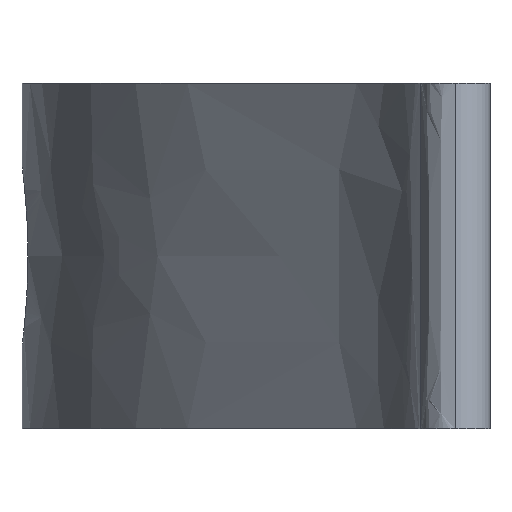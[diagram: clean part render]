
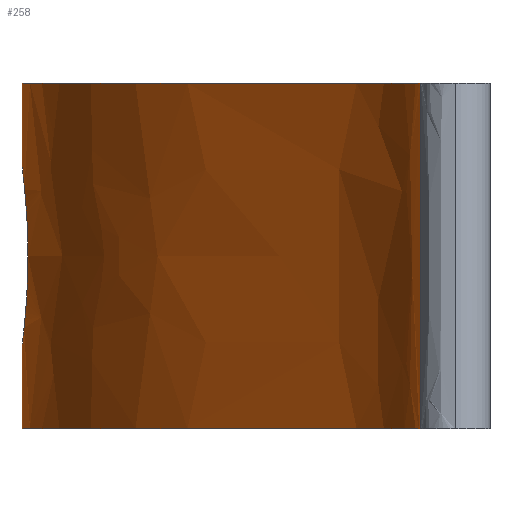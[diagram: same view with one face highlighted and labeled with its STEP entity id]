
A CAD part, left-side view. The second image highlights one B-rep face of the part: STEP entity #258.
In plain terms, the highlighted free-form (B-spline) face has degree [4, 1] with [7, 2] control points.
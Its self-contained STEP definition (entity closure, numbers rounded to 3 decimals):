
#56=FACE_BOUND('',#76,.T.);
#61=FACE_OUTER_BOUND('',#75,.T.);
#75=EDGE_LOOP('',(#180,#181,#182,#183));
#76=EDGE_LOOP('',(#184,#185));
#95=B_SPLINE_CURVE_WITH_KNOTS('',3,(#389,#390,#391,#392),.UNSPECIFIED.,
 .F.,.F.,(4,4),(0.,1.),.UNSPECIFIED.);
#96=B_SPLINE_CURVE_WITH_KNOTS('',4,(#408,#409,#410,#411,#412,#413,#414),
 .UNSPECIFIED.,.F.,.F.,(5,1,1,5),(1.048,2.,3.,3.863),
 .UNSPECIFIED.);
#97=B_SPLINE_CURVE_WITH_KNOTS('',3,(#416,#417,#418,#419),.UNSPECIFIED.,
 .F.,.F.,(4,4),(-1.,0.),.UNSPECIFIED.);
#98=B_SPLINE_CURVE_WITH_KNOTS('',4,(#420,#421,#422,#423,#424,#425,#426),
 .UNSPECIFIED.,.F.,.F.,(5,1,1,5),(1.048,2.,3.,3.863),
 .UNSPECIFIED.);
#99=B_SPLINE_CURVE_WITH_KNOTS('',3,(#429,#430,#431,#432,#433,#434,#435,
#436,#437,#438,#439,#440,#441,#442,#443,#444,#445,#446,#447,#448,#449,#450,
#451,#452,#453,#454,#455,#456,#457,#458,#459,#460,#461,#462,#463,#464,#465,
#466,#467,#468,#469,#470,#471,#472,#473,#474,#475,#476,#477,#478),
 .UNSPECIFIED.,.F.,.F.,(4,2,2,2,2,2,2,2,2,2,2,2,2,2,2,2,2,2,2,2,2,2,2,2,
4),(-1.738,-1.652,-1.562,-1.5,
-1.448,-1.417,-1.39,-1.357,
-1.3,-1.193,-1.084,-0.978,
-0.876,-0.778,-0.687,-0.624,
-0.573,-0.542,-0.515,-0.482,
-0.424,-0.32,-0.212,-0.103,
-0.1),.UNSPECIFIED.);
#100=B_SPLINE_CURVE_WITH_KNOTS('',3,(#479,#480,#481,#482),.UNSPECIFIED.,
 .F.,.F.,(4,4),(-0.1,0.),.UNSPECIFIED.);
#112=VERTEX_POINT('',#367);
#115=VERTEX_POINT('',#381);
#116=VERTEX_POINT('',#407);
#117=VERTEX_POINT('',#415);
#118=VERTEX_POINT('',#427);
#119=VERTEX_POINT('',#428);
#141=EDGE_CURVE('',#115,#112,#95,.T.);
#142=EDGE_CURVE('',#115,#116,#96,.T.);
#143=EDGE_CURVE('',#117,#116,#97,.T.);
#144=EDGE_CURVE('',#112,#117,#98,.T.);
#145=EDGE_CURVE('',#118,#119,#99,.T.);
#146=EDGE_CURVE('',#119,#118,#100,.T.);
#180=ORIENTED_EDGE('',*,*,#141,.F.);
#181=ORIENTED_EDGE('',*,*,#142,.T.);
#182=ORIENTED_EDGE('',*,*,#143,.F.);
#183=ORIENTED_EDGE('',*,*,#144,.F.);
#184=ORIENTED_EDGE('',*,*,#145,.T.);
#185=ORIENTED_EDGE('',*,*,#146,.T.);
#253=B_SPLINE_SURFACE_WITH_KNOTS('',4,1,((#393,#394),(#395,#396),(#397,
#398),(#399,#400),(#401,#402),(#403,#404),(#405,#406)),.UNSPECIFIED.,.F.,
 .F.,.F.,(5,1,1,5),(2,2),(1.,2.,3.,4.),(0.,1.),.UNSPECIFIED.);
#258=ADVANCED_FACE('',(#61,#56),#253,.T.);
#367=CARTESIAN_POINT('',(93.376,4.047,10.));
#381=CARTESIAN_POINT('',(93.376,4.047,0.));
#389=CARTESIAN_POINT('Ctrl Pts',(93.376,4.047,0.));
#390=CARTESIAN_POINT('Ctrl Pts',(93.376,4.047,3.333));
#391=CARTESIAN_POINT('Ctrl Pts',(93.376,4.047,6.667));
#392=CARTESIAN_POINT('Ctrl Pts',(93.376,4.047,10.));
#393=CARTESIAN_POINT('Ctrl Pts',(93.4,3.,0.));
#394=CARTESIAN_POINT('Ctrl Pts',(93.4,3.,10.));
#395=CARTESIAN_POINT('Ctrl Pts',(93.4,8.775,0.));
#396=CARTESIAN_POINT('Ctrl Pts',(93.4,8.775,10.));
#397=CARTESIAN_POINT('Ctrl Pts',(89.926,12.249,0.));
#398=CARTESIAN_POINT('Ctrl Pts',(89.926,12.249,10.));
#399=CARTESIAN_POINT('Ctrl Pts',(75.477,12.249,0.));
#400=CARTESIAN_POINT('Ctrl Pts',(75.477,12.249,10.));
#401=CARTESIAN_POINT('Ctrl Pts',(69.572,-0.415,0.));
#402=CARTESIAN_POINT('Ctrl Pts',(69.572,-0.415,10.));
#403=CARTESIAN_POINT('Ctrl Pts',(65.405,-0.415,0.));
#404=CARTESIAN_POINT('Ctrl Pts',(65.405,-0.415,10.));
#405=CARTESIAN_POINT('Ctrl Pts',(63.773,-0.415,0.));
#406=CARTESIAN_POINT('Ctrl Pts',(63.773,-0.415,10.));
#407=CARTESIAN_POINT('',(64.712,-0.395,0.));
#408=CARTESIAN_POINT('Ctrl Pts',(93.376,4.047,0.));
#409=CARTESIAN_POINT('Ctrl Pts',(93.141,9.018,0.));
#410=CARTESIAN_POINT('Ctrl Pts',(89.469,12.246,0.));
#411=CARTESIAN_POINT('Ctrl Pts',(76.037,12.057,0.));
#412=CARTESIAN_POINT('Ctrl Pts',(70.129,0.714,0.));
#413=CARTESIAN_POINT('Ctrl Pts',(66.259,-0.301,0.));
#414=CARTESIAN_POINT('Ctrl Pts',(64.712,-0.395,0.));
#415=CARTESIAN_POINT('',(64.712,-0.395,10.));
#416=CARTESIAN_POINT('Ctrl Pts',(64.712,-0.395,10.));
#417=CARTESIAN_POINT('Ctrl Pts',(64.712,-0.395,6.667));
#418=CARTESIAN_POINT('Ctrl Pts',(64.712,-0.395,3.333));
#419=CARTESIAN_POINT('Ctrl Pts',(64.712,-0.395,0.));
#420=CARTESIAN_POINT('Ctrl Pts',(93.376,4.047,10.));
#421=CARTESIAN_POINT('Ctrl Pts',(93.141,9.018,10.));
#422=CARTESIAN_POINT('Ctrl Pts',(89.469,12.246,10.));
#423=CARTESIAN_POINT('Ctrl Pts',(76.037,12.057,10.));
#424=CARTESIAN_POINT('Ctrl Pts',(70.129,0.714,10.));
#425=CARTESIAN_POINT('Ctrl Pts',(66.259,-0.301,10.));
#426=CARTESIAN_POINT('Ctrl Pts',(64.712,-0.395,10.));
#427=CARTESIAN_POINT('',(83.849,11.008,4.029));
#428=CARTESIAN_POINT('',(83.672,10.982,5.));
#429=CARTESIAN_POINT('Ctrl Pts',(83.849,11.008,4.029));
#430=CARTESIAN_POINT('Ctrl Pts',(83.95,11.022,3.761));
#431=CARTESIAN_POINT('Ctrl Pts',(84.092,11.041,3.511));
#432=CARTESIAN_POINT('Ctrl Pts',(84.457,11.081,3.053));
#433=CARTESIAN_POINT('Ctrl Pts',(84.68,11.103,2.851));
#434=CARTESIAN_POINT('Ctrl Pts',(85.105,11.131,2.577));
#435=CARTESIAN_POINT('Ctrl Pts',(85.292,11.141,2.484));
#436=CARTESIAN_POINT('Ctrl Pts',(85.649,11.152,2.355));
#437=CARTESIAN_POINT('Ctrl Pts',(85.815,11.155,2.312));
#438=CARTESIAN_POINT('Ctrl Pts',(86.087,11.154,2.268));
#439=CARTESIAN_POINT('Ctrl Pts',(86.19,11.152,2.258));
#440=CARTESIAN_POINT('Ctrl Pts',(86.384,11.148,2.249));
#441=CARTESIAN_POINT('Ctrl Pts',(86.474,11.145,2.249));
#442=CARTESIAN_POINT('Ctrl Pts',(86.674,11.136,2.259));
#443=CARTESIAN_POINT('Ctrl Pts',(86.783,11.129,2.272));
#444=CARTESIAN_POINT('Ctrl Pts',(87.079,11.109,2.323));
#445=CARTESIAN_POINT('Ctrl Pts',(87.263,11.092,2.375));
#446=CARTESIAN_POINT('Ctrl Pts',(87.767,11.034,2.576));
#447=CARTESIAN_POINT('Ctrl Pts',(88.065,10.985,2.767));
#448=CARTESIAN_POINT('Ctrl Pts',(88.579,10.883,3.258));
#449=CARTESIAN_POINT('Ctrl Pts',(88.789,10.829,3.555));
#450=CARTESIAN_POINT('Ctrl Pts',(89.078,10.75,4.207));
#451=CARTESIAN_POINT('Ctrl Pts',(89.158,10.725,4.554));
#452=CARTESIAN_POINT('Ctrl Pts',(89.182,10.718,5.246));
#453=CARTESIAN_POINT('Ctrl Pts',(89.13,10.734,5.583));
#454=CARTESIAN_POINT('Ctrl Pts',(88.912,10.796,6.211));
#455=CARTESIAN_POINT('Ctrl Pts',(88.751,10.84,6.497));
#456=CARTESIAN_POINT('Ctrl Pts',(88.355,10.93,6.979));
#457=CARTESIAN_POINT('Ctrl Pts',(88.127,10.974,7.178));
#458=CARTESIAN_POINT('Ctrl Pts',(87.697,11.041,7.445));
#459=CARTESIAN_POINT('Ctrl Pts',(87.509,11.065,7.535));
#460=CARTESIAN_POINT('Ctrl Pts',(87.152,11.102,7.657));
#461=CARTESIAN_POINT('Ctrl Pts',(86.988,11.116,7.696));
#462=CARTESIAN_POINT('Ctrl Pts',(86.718,11.133,7.736));
#463=CARTESIAN_POINT('Ctrl Pts',(86.616,11.139,7.745));
#464=CARTESIAN_POINT('Ctrl Pts',(86.422,11.146,7.751));
#465=CARTESIAN_POINT('Ctrl Pts',(86.332,11.149,7.75));
#466=CARTESIAN_POINT('Ctrl Pts',(86.131,11.153,7.737));
#467=CARTESIAN_POINT('Ctrl Pts',(86.022,11.154,7.723));
#468=CARTESIAN_POINT('Ctrl Pts',(85.723,11.154,7.667));
#469=CARTESIAN_POINT('Ctrl Pts',(85.537,11.15,7.611));
#470=CARTESIAN_POINT('Ctrl Pts',(85.038,11.13,7.402));
#471=CARTESIAN_POINT('Ctrl Pts',(84.746,11.108,7.208));
#472=CARTESIAN_POINT('Ctrl Pts',(84.242,11.06,6.715));
#473=CARTESIAN_POINT('Ctrl Pts',(84.038,11.034,6.417));
#474=CARTESIAN_POINT('Ctrl Pts',(83.752,10.995,5.753));
#475=CARTESIAN_POINT('Ctrl Pts',(83.676,10.983,5.394));
#476=CARTESIAN_POINT('Ctrl Pts',(83.672,10.982,5.02));
#477=CARTESIAN_POINT('Ctrl Pts',(83.672,10.982,5.01));
#478=CARTESIAN_POINT('Ctrl Pts',(83.672,10.982,5.));
#479=CARTESIAN_POINT('Ctrl Pts',(83.672,10.982,5.));
#480=CARTESIAN_POINT('Ctrl Pts',(83.672,10.982,4.668));
#481=CARTESIAN_POINT('Ctrl Pts',(83.732,10.992,4.339));
#482=CARTESIAN_POINT('Ctrl Pts',(83.849,11.008,4.029));
